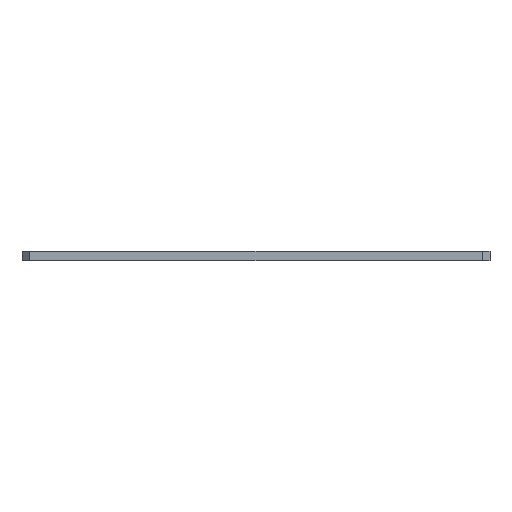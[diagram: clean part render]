
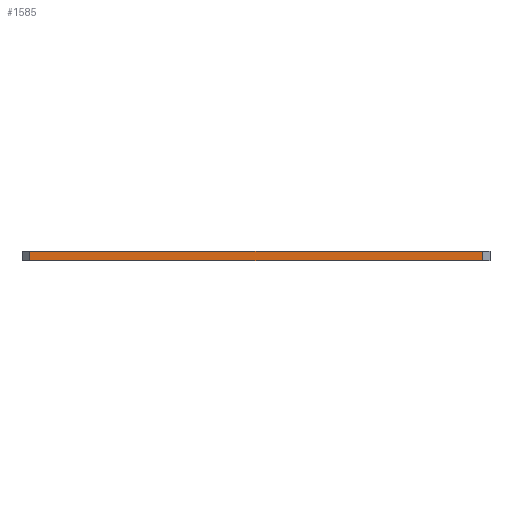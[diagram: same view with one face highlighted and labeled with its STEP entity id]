
A CAD part, front view. The second image highlights one B-rep face of the part: STEP entity #1585.
In plain terms, the highlighted planar face has unit normal (0, -1, 0).
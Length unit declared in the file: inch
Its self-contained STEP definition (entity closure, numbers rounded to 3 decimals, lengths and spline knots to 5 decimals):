
#293=FACE_OUTER_BOUND('',#445,.T.);
#445=EDGE_LOOP('',(#1379,#1380,#1381,#1382));
#516=LINE('',#2408,#630);
#535=LINE('',#2562,#649);
#570=LINE('',#2690,#684);
#571=LINE('',#2691,#685);
#630=VECTOR('',#1918,5.65512);
#649=VECTOR('',#2055,5.65512);
#684=VECTOR('',#2208,0.125);
#685=VECTOR('',#2209,0.125);
#745=VERTEX_POINT('',#2405);
#746=VERTEX_POINT('',#2407);
#821=VERTEX_POINT('',#2559);
#822=VERTEX_POINT('',#2561);
#907=EDGE_CURVE('',#746,#745,#516,.T.);
#984=EDGE_CURVE('',#821,#822,#535,.T.);
#1054=EDGE_CURVE('',#745,#822,#570,.T.);
#1055=EDGE_CURVE('',#821,#746,#571,.T.);
#1379=ORIENTED_EDGE('',*,*,#907,.T.);
#1380=ORIENTED_EDGE('',*,*,#1054,.T.);
#1381=ORIENTED_EDGE('',*,*,#984,.F.);
#1382=ORIENTED_EDGE('',*,*,#1055,.T.);
#1542=PLANE('',#1783);
#1585=ADVANCED_FACE('',(#293),#1542,.T.);
#1783=AXIS2_PLACEMENT_3D('',#2689,#2206,#2207);
#1918=DIRECTION('',(-1.,0.,0.));
#2055=DIRECTION('',(-1.,0.,0.));
#2206=DIRECTION('center_axis',(0.,-1.,0.));
#2207=DIRECTION('ref_axis',(0.,0.,-1.));
#2208=DIRECTION('',(0.,0.,-1.));
#2209=DIRECTION('',(0.,0.,1.));
#2405=CARTESIAN_POINT('',(-1.35725,-14.06666,0.125));
#2407=CARTESIAN_POINT('',(4.29786,-14.06666,0.125));
#2408=CARTESIAN_POINT('',(4.29786,-14.06666,0.125));
#2559=CARTESIAN_POINT('',(4.29786,-14.06666,0.));
#2561=CARTESIAN_POINT('',(-1.35725,-14.06666,0.));
#2562=CARTESIAN_POINT('',(4.29786,-14.06666,0.));
#2689=CARTESIAN_POINT('Origin',(4.39786,-14.06666,0.125));
#2690=CARTESIAN_POINT('',(-1.35725,-14.06666,0.125));
#2691=CARTESIAN_POINT('',(4.29786,-14.06666,0.));
